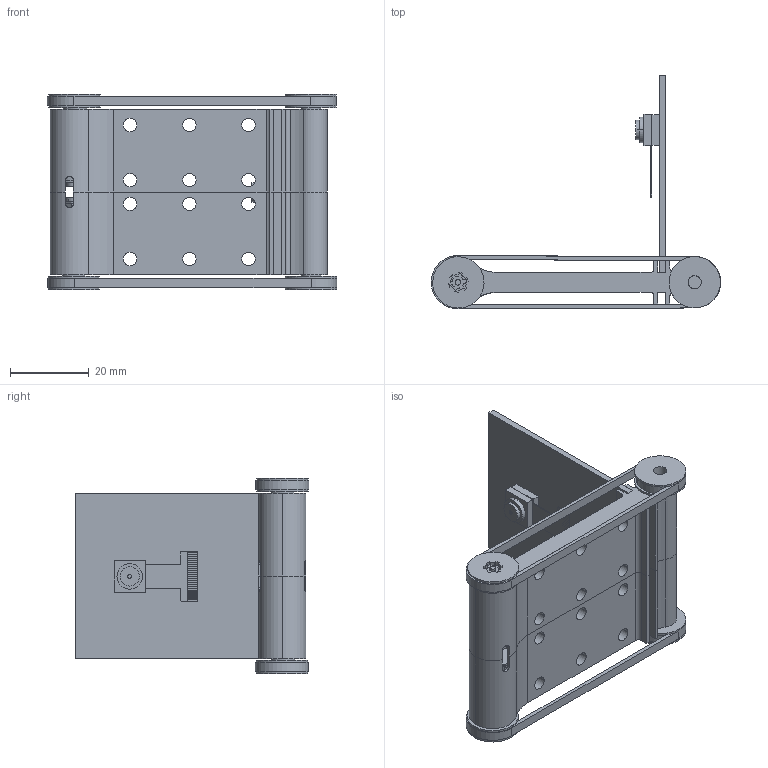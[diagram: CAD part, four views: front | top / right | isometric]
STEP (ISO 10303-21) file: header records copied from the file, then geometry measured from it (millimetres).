
FILE_DESCRIPTION (( 'STEP AP214' ), '1' );
FILE_NAME ('Robot CHassis.STEP', '2016-09-28T20:29:23', ( '' ), ( '' ), 'SwSTEP 2.0', 'SolidWorks 2015', '' );
FILE_SCHEMA (( 'AUTOMOTIVE_DESIGN' ));
Length unit declared in the file: millimetre
Products named in the file (10): DriveWheel; M3 Insert; M3 Grub screw; Motor; chassis; Robot CHassis; Belt1-9; BackWheel; Camera; pcb
Assembly tree (17 placements, depth 2):
  Robot CHassis
    chassis  x2
    Motor  x2
    M3 Grub screw  x3
    M3 Insert  x2
    DriveWheel  x2
    pcb
    Camera
    BackWheel  x2
    Belt1-9  x2
Bounding box: 73.34 x 59.25 x 49.6 mm (x, y, z)
Volume: 22821.1 mm3; surface area: 23232.3 mm2
Topology: 17 solids, 17 shells, 1188 faces, 3291 edges, 2190 vertices
Faces by surface type: cylinder 550, plane 347, bspline 266, cone 13, torus 12
Entity records: 35448 total; most frequent: CARTESIAN_POINT 18923, ORIENTED_EDGE 3558, DIRECTION 2790, EDGE_CURVE 1779, VERTEX_POINT 1184, AXIS2_PLACEMENT_3D 939, VECTOR 912, LINE 912
